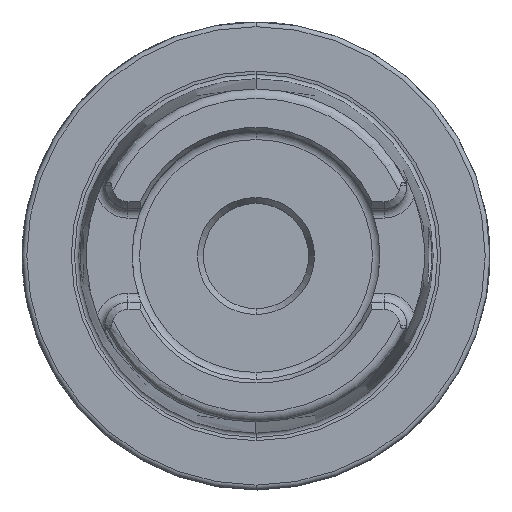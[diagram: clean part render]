
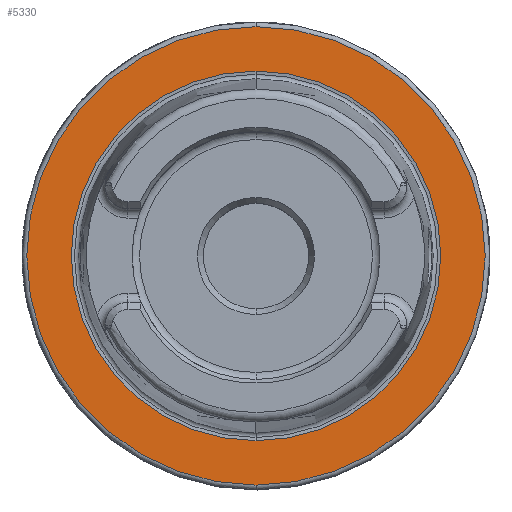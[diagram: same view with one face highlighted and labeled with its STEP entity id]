
A CAD part, top view. The second image highlights one B-rep face of the part: STEP entity #5330.
In plain terms, the highlighted planar face has unit normal (0, 0, 1).
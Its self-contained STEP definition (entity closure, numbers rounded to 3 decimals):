
#1122=CARTESIAN_POINT('',(0,0,29));
#1123=DIRECTION('',(0,0,1));
#1124=DIRECTION('',(0,1,0));
#1125=AXIS2_PLACEMENT_3D('',#1122,#1123,#1124);
#1127=CARTESIAN_POINT('',(0,0,29));
#1128=DIRECTION('',(0,0,-1));
#1129=DIRECTION('',(0,1,0));
#1130=AXIS2_PLACEMENT_3D('',#1127,#1128,#1129);
#1132=CARTESIAN_POINT('',(0,0,29));
#1133=DIRECTION('',(0,0,1));
#1134=DIRECTION('',(0,1,0));
#1135=AXIS2_PLACEMENT_3D('',#1132,#1133,#1134);
#1137=CARTESIAN_POINT('',(0,0,29));
#1138=DIRECTION('',(0,0,1));
#1139=DIRECTION('',(0,-1,0));
#1140=AXIS2_PLACEMENT_3D('',#1137,#1138,#1139);
#3703=CARTESIAN_POINT('',(0,39.499,29));
#3705=VERTEX_POINT('',#3703);
#3739=CARTESIAN_POINT('',(0,-39.499,29));
#3741=VERTEX_POINT('',#3739);
#3751=CARTESIAN_POINT('',(0,49,29));
#3752=CARTESIAN_POINT('',(0.,-49,29));
#3753=VERTEX_POINT('',#3751);
#3754=VERTEX_POINT('',#3752);
#5315=CARTESIAN_POINT('',(0,0,29));
#5316=DIRECTION('',(0,0,-1));
#5317=DIRECTION('',(0,-1,0));
#5318=AXIS2_PLACEMENT_3D('',#5315,#5316,#5317);
#5319=PLANE('',#5318);
#5321=ORIENTED_EDGE('',*,*,#5320,.F.);
#5323=ORIENTED_EDGE('',*,*,#5322,.F.);
#5324=EDGE_LOOP('',(#5321,#5323));
#5325=FACE_OUTER_BOUND('',#5324,.F.);
#5326=ORIENTED_EDGE('',*,*,#5297,.T.);
#5327=ORIENTED_EDGE('',*,*,#5308,.F.);
#5328=EDGE_LOOP('',(#5326,#5327));
#5329=FACE_BOUND('',#5328,.F.);
#5330=ADVANCED_FACE('',(#5325,#5329),#5319,.F.);
#1126=CIRCLE('',#1125,39.499);
#1131=CIRCLE('',#1130,39.499);
#1136=CIRCLE('',#1135,49);
#1141=CIRCLE('',#1140,49);
#5297=EDGE_CURVE('',#3705,#3741,#1126,.T.);
#5308=EDGE_CURVE('',#3705,#3741,#1131,.T.);
#5320=EDGE_CURVE('',#3753,#3754,#1136,.T.);
#5322=EDGE_CURVE('',#3754,#3753,#1141,.T.);
